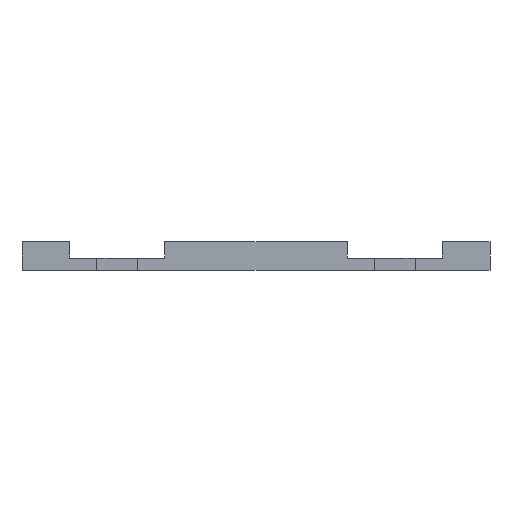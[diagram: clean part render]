
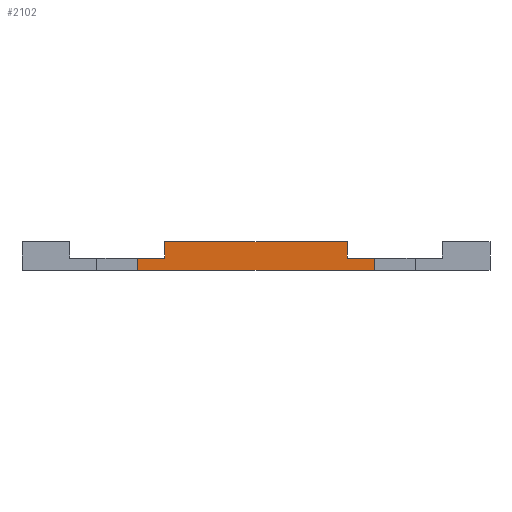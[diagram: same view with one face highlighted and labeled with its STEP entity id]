
A CAD part, front view. The second image highlights one B-rep face of the part: STEP entity #2102.
In plain terms, the highlighted planar face has unit normal (0, -1, 0).
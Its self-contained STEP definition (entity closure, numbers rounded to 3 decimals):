
#50=PLANE('',#2237);
#155=FACE_OUTER_BOUND('',#260,.T.);
#260=EDGE_LOOP('',(#1640,#1641,#1642,#1643,#1644,#1645,#1646,#1647));
#413=LINE('',#3057,#705);
#414=LINE('',#3060,#706);
#432=LINE('',#3095,#724);
#434=LINE('',#3099,#726);
#456=LINE('',#3141,#748);
#457=LINE('',#3143,#749);
#458=LINE('',#3145,#750);
#459=LINE('',#3146,#751);
#705=VECTOR('',#2481,10.);
#706=VECTOR('',#2484,10.);
#724=VECTOR('',#2512,10.);
#726=VECTOR('',#2516,10.);
#748=VECTOR('',#2550,10.);
#749=VECTOR('',#2553,10.);
#750=VECTOR('',#2554,10.);
#751=VECTOR('',#2555,10.);
#1008=VERTEX_POINT('',#3053);
#1009=VERTEX_POINT('',#3055);
#1010=VERTEX_POINT('',#3059);
#1021=VERTEX_POINT('',#3092);
#1022=VERTEX_POINT('',#3094);
#1023=VERTEX_POINT('',#3098);
#1037=VERTEX_POINT('',#3139);
#1038=VERTEX_POINT('',#3144);
#1233=EDGE_CURVE('',#1008,#1009,#413,.T.);
#1234=EDGE_CURVE('',#1010,#1009,#414,.T.);
#1252=EDGE_CURVE('',#1021,#1022,#432,.T.);
#1254=EDGE_CURVE('',#1022,#1023,#434,.T.);
#1276=EDGE_CURVE('',#1010,#1037,#456,.T.);
#1277=EDGE_CURVE('',#1021,#1008,#457,.T.);
#1278=EDGE_CURVE('',#1038,#1037,#458,.T.);
#1279=EDGE_CURVE('',#1023,#1038,#459,.T.);
#1640=ORIENTED_EDGE('',*,*,#1277,.T.);
#1641=ORIENTED_EDGE('',*,*,#1233,.T.);
#1642=ORIENTED_EDGE('',*,*,#1234,.F.);
#1643=ORIENTED_EDGE('',*,*,#1276,.T.);
#1644=ORIENTED_EDGE('',*,*,#1278,.F.);
#1645=ORIENTED_EDGE('',*,*,#1279,.F.);
#1646=ORIENTED_EDGE('',*,*,#1254,.F.);
#1647=ORIENTED_EDGE('',*,*,#1252,.F.);
#2102=ADVANCED_FACE('',(#155),#50,.T.);
#2237=AXIS2_PLACEMENT_3D('',#3142,#2551,#2552);
#2481=DIRECTION('',(0.,0.,1.));
#2484=DIRECTION('',(1.,0.,0.));
#2512=DIRECTION('',(0.,0.,1.));
#2516=DIRECTION('',(1.,0.,0.));
#2550=DIRECTION('',(0.,0.,1.));
#2551=DIRECTION('center_axis',(0.,-1.,0.));
#2552=DIRECTION('ref_axis',(1.,0.,0.));
#2553=DIRECTION('',(1.,0.,0.));
#2554=DIRECTION('',(1.,0.,0.));
#2555=DIRECTION('',(0.,0.,1.));
#3053=CARTESIAN_POINT('',(51.8,0.,0.));
#3055=CARTESIAN_POINT('',(51.8,0.,1.8));
#3057=CARTESIAN_POINT('',(51.8,0.,0.));
#3059=CARTESIAN_POINT('',(47.8,0.,1.8));
#3060=CARTESIAN_POINT('',(17.,0.,1.8));
#3092=CARTESIAN_POINT('',(17.,0.,0.));
#3094=CARTESIAN_POINT('',(17.,0.,1.8));
#3095=CARTESIAN_POINT('',(17.,0.,0.));
#3098=CARTESIAN_POINT('',(21.,0.,1.8));
#3099=CARTESIAN_POINT('',(17.,0.,1.8));
#3139=CARTESIAN_POINT('',(47.8,0.,4.2));
#3141=CARTESIAN_POINT('',(47.8,0.,0.));
#3142=CARTESIAN_POINT('Origin',(21.,0.,0.));
#3143=CARTESIAN_POINT('',(17.,0.,0.));
#3144=CARTESIAN_POINT('',(21.,0.,4.2));
#3145=CARTESIAN_POINT('',(17.,0.,4.2));
#3146=CARTESIAN_POINT('',(21.,0.,0.));
